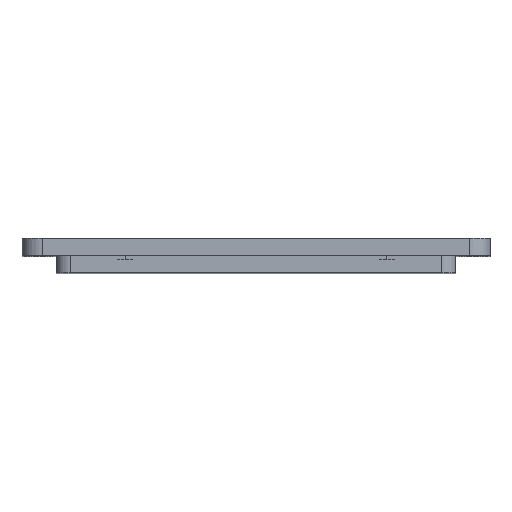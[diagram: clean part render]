
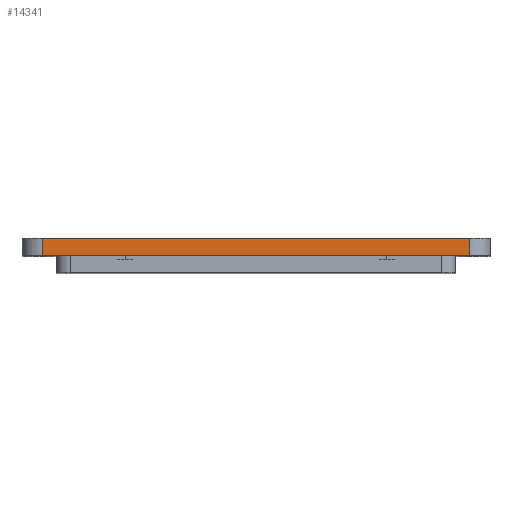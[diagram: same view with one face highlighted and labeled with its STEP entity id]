
A CAD part, top view. The second image highlights one B-rep face of the part: STEP entity #14341.
In plain terms, the highlighted planar face has unit normal (0, 0, 1).
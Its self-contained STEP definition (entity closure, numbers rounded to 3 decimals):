
#192 = VECTOR ( 'NONE', #7506, 1000. ) ;
#584 = DIRECTION ( 'NONE',  ( -1., 0., 0. ) ) ;
#2229 = DIRECTION ( 'NONE',  ( 0., 0., -1. ) ) ;
#2304 = PLANE ( 'NONE',  #5604 ) ;
#2745 = ORIENTED_EDGE ( 'NONE', *, *, #20864, .T. ) ;
#3260 = VECTOR ( 'NONE', #17409, 1000. ) ;
#5181 = EDGE_CURVE ( 'NONE', #6641, #13646, #17760, .T. ) ;
#5604 = AXIS2_PLACEMENT_3D ( 'NONE', #7567, #2229, #584 ) ;
#5610 = LINE ( 'NONE', #6181, #18894 ) ;
#5861 = CARTESIAN_POINT ( 'NONE',  ( -61.9, 5., 102.9 ) ) ;
#6181 = CARTESIAN_POINT ( 'NONE',  ( -61.9, 10., 102.9 ) ) ;
#6641 = VERTEX_POINT ( 'NONE', #12799 ) ;
#6923 = FACE_OUTER_BOUND ( 'NONE', #22682, .T. ) ;
#7180 = CARTESIAN_POINT ( 'NONE',  ( 61.9, 10., 102.9 ) ) ;
#7506 = DIRECTION ( 'NONE',  ( 1., 0., 0. ) ) ;
#7567 = CARTESIAN_POINT ( 'NONE',  ( -61.9, 10., 102.9 ) ) ;
#8583 = CARTESIAN_POINT ( 'NONE',  ( -61.9, 10., 102.9 ) ) ;
#8924 = LINE ( 'NONE', #16490, #192 ) ;
#10060 = VERTEX_POINT ( 'NONE', #19074 ) ;
#10634 = ORIENTED_EDGE ( 'NONE', *, *, #18263, .T. ) ;
#11992 = LINE ( 'NONE', #8583, #3260 ) ;
#12799 = CARTESIAN_POINT ( 'NONE',  ( 61.9, 10., 102.9 ) ) ;
#13646 = VERTEX_POINT ( 'NONE', #19338 ) ;
#14341 = ADVANCED_FACE ( 'NONE', ( #6923 ), #2304, .F. ) ;
#14633 = EDGE_CURVE ( 'NONE', #10060, #6641, #11992, .T. ) ;
#15924 = ORIENTED_EDGE ( 'NONE', *, *, #5181, .F. ) ;
#16490 = CARTESIAN_POINT ( 'NONE',  ( -61.9, 5., 102.9 ) ) ;
#17409 = DIRECTION ( 'NONE',  ( 1., 0., 0. ) ) ;
#17760 = LINE ( 'NONE', #7180, #19475 ) ;
#18263 = EDGE_CURVE ( 'NONE', #10060, #21962, #5610, .T. ) ;
#18729 = DIRECTION ( 'NONE',  ( 0., -1., 0. ) ) ;
#18894 = VECTOR ( 'NONE', #18729, 1000. ) ;
#19074 = CARTESIAN_POINT ( 'NONE',  ( -61.9, 10., 102.9 ) ) ;
#19338 = CARTESIAN_POINT ( 'NONE',  ( 61.9, 5., 102.9 ) ) ;
#19475 = VECTOR ( 'NONE', #21813, 1000. ) ;
#19838 = ORIENTED_EDGE ( 'NONE', *, *, #14633, .F. ) ;
#20864 = EDGE_CURVE ( 'NONE', #21962, #13646, #8924, .T. ) ;
#21813 = DIRECTION ( 'NONE',  ( 0., -1., 0. ) ) ;
#21962 = VERTEX_POINT ( 'NONE', #5861 ) ;
#22682 = EDGE_LOOP ( 'NONE', ( #2745, #15924, #19838, #10634 ) ) ;
